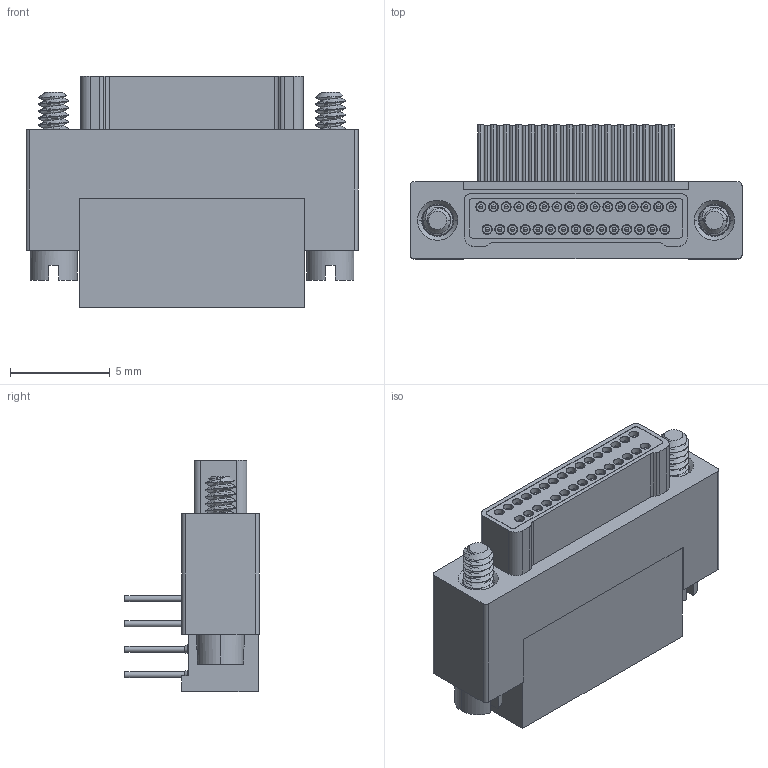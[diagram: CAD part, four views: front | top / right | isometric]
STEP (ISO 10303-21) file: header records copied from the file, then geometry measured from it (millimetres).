
FILE_DESCRIPTION((''),'2;1');
FILE_NAME('J63A-2E2-031-321-JC_ASM','2024-12-12T',('gongcheng6'),(''),'PRO/ENGINEER BY PARAMETRIC TECHNOLOGY CORPORATION, 2010280','PRO/ENGINEER BY PARAMETRIC TECHNOLOGY CORPORATION, 2010280','');
FILE_SCHEMA(('CONFIG_CONTROL_DESIGN'));
Length unit declared in the file: millimetre
Products named in the file (9): PRT0021; PRT0022; PRT0023; PRT0024; PRODUCT_6129; PRT0025; ASM0015_ASM; _J63A-2E2-031-321-JC; J63A-2E2-031-321-JC_ASM
Assembly tree (36 placements, depth 3):
  J63A-2E2-031-321-JC_ASM
    ASM0015_ASM
      PRT0021  x7
      PRT0022  x8
      PRT0023  x8
      PRT0024  x8
      PRODUCT_6129  x2
      PRT0025
    _J63A-2E2-031-321-JC
Bounding box: 16.61 x 6.71 x 11.57 mm (x, y, z)
Volume: 544.8 mm3; surface area: 1340.1 mm2
Topology: 3 solids, 65 shells, 1011 faces, 2400 edges, 1401 vertices
Faces by surface type: cylinder 536, cone 196, plane 151, torus 62, sphere 62, bspline 4
Entity records: 15716 total; most frequent: CARTESIAN_POINT 7992, DIRECTION 1742, ORIENTED_EDGE 1418, EDGE_CURVE 725, AXIS2_PLACEMENT_3D 711, VERTEX_POINT 466, EDGE_LOOP 353, CIRCLE 324
